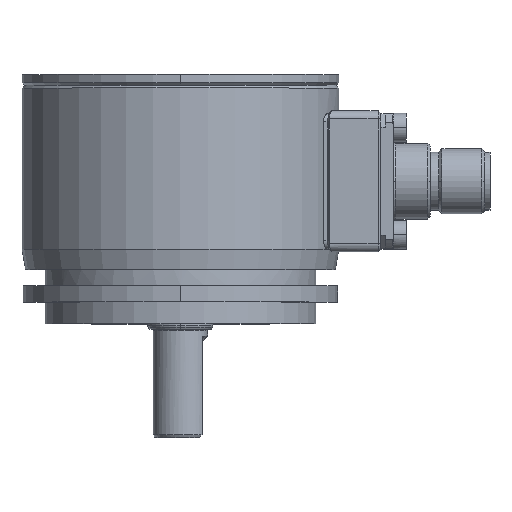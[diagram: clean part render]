
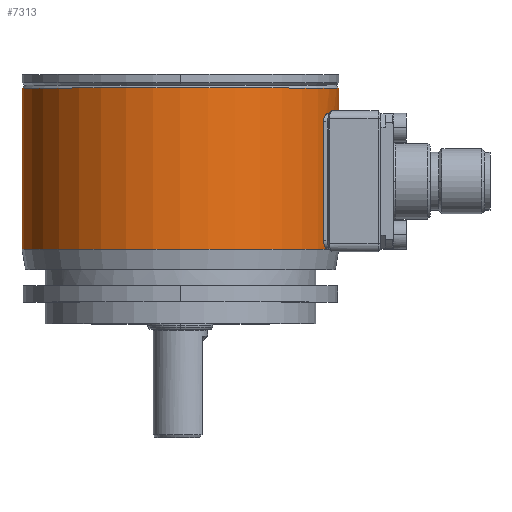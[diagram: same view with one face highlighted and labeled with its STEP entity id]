
A CAD part, top view. The second image highlights one B-rep face of the part: STEP entity #7313.
In plain terms, the highlighted cylindrical face has radius 29.25 mm (diameter 58.5 mm), a partial arc.
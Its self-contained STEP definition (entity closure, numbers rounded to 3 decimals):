
#1274=CARTESIAN_POINT('',(0.,68.853,0.));
#1275=DIRECTION('',(0.,-1.,0.));
#1276=DIRECTION('',(1.,0.,0.));
#1277=AXIS2_PLACEMENT_3D('',#1274,#1275,#1276);
#1279=CARTESIAN_POINT('',(27.103,68.853,11.));
#1280=CARTESIAN_POINT('',(27.074,68.853,11.072));
#1281=CARTESIAN_POINT('',(27.015,68.843,11.215));
#1282=CARTESIAN_POINT('',(26.925,68.796,11.429));
#1283=CARTESIAN_POINT('',(26.837,68.719,11.633));
#1284=CARTESIAN_POINT('',(26.754,68.614,11.823));
#1285=CARTESIAN_POINT('',(26.678,68.483,11.994));
#1286=CARTESIAN_POINT('',(26.61,68.332,12.143));
#1287=CARTESIAN_POINT('',(26.553,68.162,12.269));
#1288=CARTESIAN_POINT('',(26.506,67.977,12.37));
#1289=CARTESIAN_POINT('',(26.471,67.777,12.444));
#1290=CARTESIAN_POINT('',(26.449,67.568,12.49));
#1291=CARTESIAN_POINT('',(26.445,67.425,12.5));
#1292=CARTESIAN_POINT('',(26.445,67.353,12.5));
#1294=DIRECTION('',(0.,-1.,0.));
#1295=VECTOR('',#1294,22.);
#1296=CARTESIAN_POINT('',(26.445,67.353,12.5));
#1297=LINE('',#1296,#1295);
#1298=CARTESIAN_POINT('',(26.445,45.353,12.5));
#1299=CARTESIAN_POINT('',(26.445,45.281,12.5));
#1300=CARTESIAN_POINT('',(26.449,45.139,12.49));
#1301=CARTESIAN_POINT('',(26.471,44.929,12.444));
#1302=CARTESIAN_POINT('',(26.506,44.729,12.37));
#1303=CARTESIAN_POINT('',(26.553,44.544,12.269));
#1304=CARTESIAN_POINT('',(26.61,44.374,12.143));
#1305=CARTESIAN_POINT('',(26.678,44.223,11.994));
#1306=CARTESIAN_POINT('',(26.754,44.093,11.823));
#1307=CARTESIAN_POINT('',(26.837,43.987,11.633));
#1308=CARTESIAN_POINT('',(26.925,43.91,11.429));
#1309=CARTESIAN_POINT('',(27.015,43.863,11.215));
#1310=CARTESIAN_POINT('',(27.074,43.853,11.072));
#1311=CARTESIAN_POINT('',(27.103,43.853,11.));
#1313=CARTESIAN_POINT('',(0.,43.853,0.));
#1314=DIRECTION('',(0.,-1.,0.));
#1315=DIRECTION('',(1.,0.,0.));
#1316=AXIS2_PLACEMENT_3D('',#1313,#1314,#1315);
#1318=DIRECTION('',(0.,1.,0.));
#1319=VECTOR('',#1318,0.05);
#1320=CARTESIAN_POINT('',(29.25,43.803,0.));
#1321=LINE('',#1320,#1319);
#1322=CARTESIAN_POINT('',(0.,43.803,0.));
#1323=DIRECTION('',(0.,1.,0.));
#1324=DIRECTION('',(-1.,0.,0.));
#1325=AXIS2_PLACEMENT_3D('',#1322,#1323,#1324);
#1327=DIRECTION('',(0.,1.,0.));
#1328=VECTOR('',#1327,29.75);
#1329=CARTESIAN_POINT('',(-29.25,43.803,0.));
#1330=LINE('',#1329,#1328);
#1331=CARTESIAN_POINT('',(0.,73.553,0.));
#1332=DIRECTION('',(0.,-1.,0.));
#1333=DIRECTION('',(1.,0.,0.));
#1334=AXIS2_PLACEMENT_3D('',#1331,#1332,#1333);
#1336=DIRECTION('',(0.,1.,0.));
#1337=VECTOR('',#1336,4.7);
#1338=CARTESIAN_POINT('',(29.25,68.853,0.));
#1339=LINE('',#1338,#1337);
#4015=CARTESIAN_POINT('',(-29.25,43.803,0.));
#4017=VERTEX_POINT('',#4015);
#4019=CARTESIAN_POINT('',(29.25,43.803,0.));
#4021=VERTEX_POINT('',#4019);
#4058=CARTESIAN_POINT('',(-29.25,73.553,0.));
#4059=CARTESIAN_POINT('',(29.25,73.553,0.));
#4060=VERTEX_POINT('',#4058);
#4061=VERTEX_POINT('',#4059);
#4739=CARTESIAN_POINT('',(29.25,68.853,0.));
#4741=VERTEX_POINT('',#4739);
#4743=CARTESIAN_POINT('',(29.25,43.853,0.));
#4745=VERTEX_POINT('',#4743);
#4750=CARTESIAN_POINT('',(27.103,68.853,11.));
#4751=VERTEX_POINT('',#4750);
#4752=CARTESIAN_POINT('',(26.445,67.353,12.5));
#4753=CARTESIAN_POINT('',(26.445,45.353,12.5));
#4754=VERTEX_POINT('',#4752);
#4755=VERTEX_POINT('',#4753);
#4756=CARTESIAN_POINT('',(27.103,43.853,11.));
#4757=VERTEX_POINT('',#4756);
#7290=CARTESIAN_POINT('',(0.,77.303,0.));
#7291=DIRECTION('',(0.,-1.,0.));
#7292=DIRECTION('',(1.,0.,0.));
#7293=AXIS2_PLACEMENT_3D('',#7290,#7291,#7292);
#7294=CYLINDRICAL_SURFACE('',#7293,29.25);
#7295=ORIENTED_EDGE('',*,*,#7244,.T.);
#7297=ORIENTED_EDGE('',*,*,#7296,.T.);
#7299=ORIENTED_EDGE('',*,*,#7298,.T.);
#7301=ORIENTED_EDGE('',*,*,#7300,.T.);
#7303=ORIENTED_EDGE('',*,*,#7302,.F.);
#7304=ORIENTED_EDGE('',*,*,#7270,.F.);
#7306=ORIENTED_EDGE('',*,*,#7305,.F.);
#7307=ORIENTED_EDGE('',*,*,#7266,.T.);
#7309=ORIENTED_EDGE('',*,*,#7308,.F.);
#7310=ORIENTED_EDGE('',*,*,#7262,.F.);
#7311=EDGE_LOOP('',(#7295,#7297,#7299,#7301,#7303,#7304,#7306,#7307,#7309,
#7310));
#7312=FACE_OUTER_BOUND('',#7311,.F.);
#7313=ADVANCED_FACE('',(#7312),#7294,.T.);
#1278=CIRCLE('',#1277,29.25);
#1293=B_SPLINE_CURVE_WITH_KNOTS('',3,(#1279,#1280,#1281,#1282,#1283,#1284,#1285,
#1286,#1287,#1288,#1289,#1290,#1291,#1292),.UNSPECIFIED.,.F.,.F.,(4,1,1,1,1,1,1,
1,1,1,1,4),(0.,0.091,0.182,0.273,
0.364,0.455,0.545,0.636,
0.727,0.818,0.909,1.),.UNSPECIFIED.);
#1312=B_SPLINE_CURVE_WITH_KNOTS('',3,(#1298,#1299,#1300,#1301,#1302,#1303,#1304,
#1305,#1306,#1307,#1308,#1309,#1310,#1311),.UNSPECIFIED.,.F.,.F.,(4,1,1,1,1,1,1,
1,1,1,1,4),(0.,0.091,0.182,0.273,
0.364,0.455,0.545,0.636,
0.727,0.818,0.909,1.),.UNSPECIFIED.);
#1317=CIRCLE('',#1316,29.25);
#1326=CIRCLE('',#1325,29.25);
#1335=CIRCLE('',#1334,29.25);
#7244=EDGE_CURVE('',#4741,#4751,#1278,.T.);
#7262=EDGE_CURVE('',#4741,#4061,#1339,.T.);
#7266=EDGE_CURVE('',#4017,#4060,#1330,.T.);
#7270=EDGE_CURVE('',#4021,#4745,#1321,.T.);
#7296=EDGE_CURVE('',#4751,#4754,#1293,.T.);
#7298=EDGE_CURVE('',#4754,#4755,#1297,.T.);
#7300=EDGE_CURVE('',#4755,#4757,#1312,.T.);
#7302=EDGE_CURVE('',#4745,#4757,#1317,.T.);
#7305=EDGE_CURVE('',#4017,#4021,#1326,.T.);
#7308=EDGE_CURVE('',#4061,#4060,#1335,.T.);
